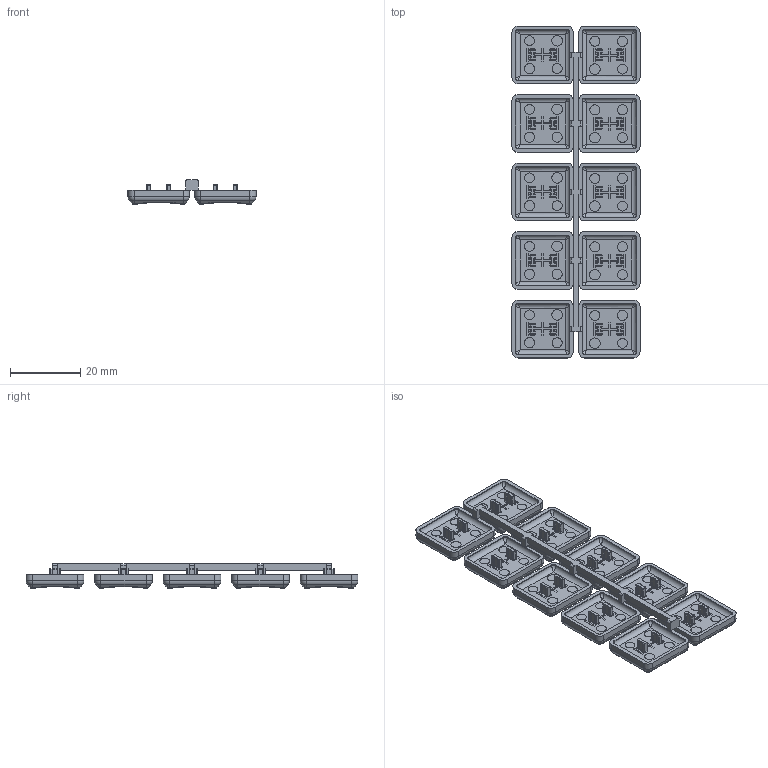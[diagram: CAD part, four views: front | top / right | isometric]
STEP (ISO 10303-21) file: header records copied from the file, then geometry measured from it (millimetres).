
FILE_DESCRIPTION(('Open CASCADE Model'),'2;1');
FILE_NAME('Open CASCADE Shape Model','2023-07-27T22:53:44',('Author'),( 'Open CASCADE'),'Open CASCADE STEP processor 7.7','Open CASCADE 7.7' ,'Unknown');
FILE_SCHEMA(('AUTOMOTIVE_DESIGN { 1 0 10303 214 1 1 1 1 }'));
Length unit declared in the file: millimetre
Products named in the file (3): Open CASCADE STEP translator 7.7 3; Open CASCADE STEP translator 7.7 3.1; Open CASCADE STEP translator 7.7 3.2
Assembly tree (11 placements, depth 2):
  Open CASCADE STEP translator 7.7 3
    Open CASCADE STEP translator 7.7 3.1
    Open CASCADE STEP translator 7.7 3.2  x10
Bounding box: 36.4 x 94.3 x 7.01 mm (x, y, z)
Volume: 6558.5 mm3; surface area: 9334.8 mm2
Topology: 11 solids, 11 shells, 2128 faces, 5178 edges, 3092 vertices
Faces by surface type: cylinder 770, plane 668, torus 280, bspline 240, sphere 130, cone 40
Full cylindrical faces by diameter (mm): 2.762 x10, 2.826 x10, 2.893 x10, 3.007 x10
Entity records: 18860 total; most frequent: CARTESIAN_POINT 6234, DIRECTION 2315, LINE 1329, VECTOR 1329, ORIENTED_EDGE 1276, PCURVE 1276, DEFINITIONAL_REPRESENTATION 1276, EDGE_CURVE 638
